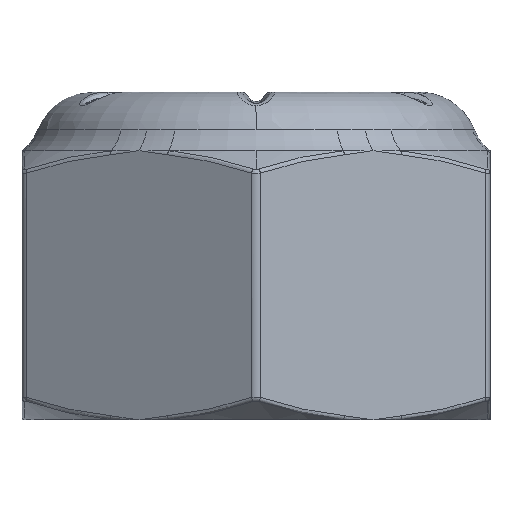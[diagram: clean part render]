
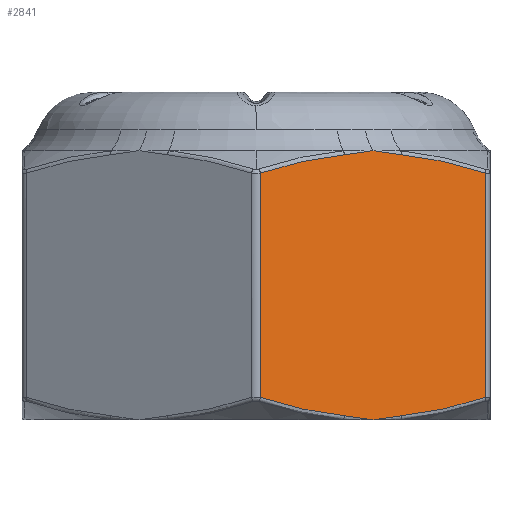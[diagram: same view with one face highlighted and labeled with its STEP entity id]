
A CAD part, front view. The second image highlights one B-rep face of the part: STEP entity #2841.
In plain terms, the highlighted face is planar.
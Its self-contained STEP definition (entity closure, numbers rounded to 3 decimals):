
#260=B_SPLINE_CURVE_WITH_KNOTS('',3,(#5655,#5656,#5657,#5658),
 .UNSPECIFIED.,.F.,.F.,(4,4),(0.,0.001),
 .UNSPECIFIED.);
#261=B_SPLINE_CURVE_WITH_KNOTS('',3,(#5660,#5661,#5662,#5663,#5664,#5665,
#5666,#5667,#5668,#5669),.UNSPECIFIED.,.F.,.F.,(4,3,3,4),(0.,0.,
0.,0.),.UNSPECIFIED.);
#262=B_SPLINE_CURVE_WITH_KNOTS('',3,(#5671,#5672,#5673,#5674,#5675,#5676,
#5677,#5678,#5679,#5680),.UNSPECIFIED.,.F.,.F.,(4,3,3,4),(0.,
0.,0.,0.),.UNSPECIFIED.);
#263=B_SPLINE_CURVE_WITH_KNOTS('',3,(#5682,#5683,#5684,#5685),
 .UNSPECIFIED.,.F.,.F.,(4,4),(0.,0.001),.UNSPECIFIED.);
#264=B_SPLINE_CURVE_WITH_KNOTS('',3,(#5689,#5690,#5691,#5692),
 .UNSPECIFIED.,.F.,.F.,(4,4),(0.,0.001),.UNSPECIFIED.);
#265=B_SPLINE_CURVE_WITH_KNOTS('',3,(#5694,#5695,#5696,#5697,#5698,#5699,
#5700,#5701,#5702,#5703),.UNSPECIFIED.,.F.,.F.,(4,3,3,4),(0.,0.,
0.,0.),.UNSPECIFIED.);
#266=B_SPLINE_CURVE_WITH_KNOTS('',3,(#5705,#5706,#5707,#5708,#5709,#5710,
#5711,#5712,#5713,#5714),.UNSPECIFIED.,.F.,.F.,(4,3,3,4),(0.,
0.,0.,0.),.UNSPECIFIED.);
#267=B_SPLINE_CURVE_WITH_KNOTS('',3,(#5715,#5716,#5717,#5718),
 .UNSPECIFIED.,.F.,.F.,(4,4),(0.,0.001),.UNSPECIFIED.);
#448=LINE('',#5653,#483);
#449=LINE('',#5687,#484);
#483=VECTOR('',#3550,1000.);
#484=VECTOR('',#3551,1000.);
#560=FACE_OUTER_BOUND('',#763,.T.);
#763=EDGE_LOOP('',(#2134,#2135,#2136,#2137,#2138,#2139,#2140,#2141,#2142,
#2143));
#1271=VERTEX_POINT('',#5651);
#1272=VERTEX_POINT('',#5652);
#1273=VERTEX_POINT('',#5654);
#1274=VERTEX_POINT('',#5659);
#1275=VERTEX_POINT('',#5670);
#1276=VERTEX_POINT('',#5681);
#1277=VERTEX_POINT('',#5686);
#1278=VERTEX_POINT('',#5688);
#1279=VERTEX_POINT('',#5693);
#1280=VERTEX_POINT('',#5704);
#1584=EDGE_CURVE('',#1271,#1272,#448,.T.);
#1585=EDGE_CURVE('',#1272,#1273,#260,.T.);
#1586=EDGE_CURVE('',#1273,#1274,#261,.T.);
#1587=EDGE_CURVE('',#1274,#1275,#262,.T.);
#1588=EDGE_CURVE('',#1275,#1276,#263,.T.);
#1589=EDGE_CURVE('',#1276,#1277,#449,.T.);
#1590=EDGE_CURVE('',#1277,#1278,#264,.T.);
#1591=EDGE_CURVE('',#1278,#1279,#265,.T.);
#1592=EDGE_CURVE('',#1279,#1280,#266,.T.);
#1593=EDGE_CURVE('',#1280,#1271,#267,.T.);
#2134=ORIENTED_EDGE('',*,*,#1584,.T.);
#2135=ORIENTED_EDGE('',*,*,#1585,.T.);
#2136=ORIENTED_EDGE('',*,*,#1586,.T.);
#2137=ORIENTED_EDGE('',*,*,#1587,.T.);
#2138=ORIENTED_EDGE('',*,*,#1588,.T.);
#2139=ORIENTED_EDGE('',*,*,#1589,.T.);
#2140=ORIENTED_EDGE('',*,*,#1590,.T.);
#2141=ORIENTED_EDGE('',*,*,#1591,.T.);
#2142=ORIENTED_EDGE('',*,*,#1592,.T.);
#2143=ORIENTED_EDGE('',*,*,#1593,.T.);
#2786=PLANE('',#3124);
#2841=ADVANCED_FACE('',(#560),#2786,.F.);
#3124=AXIS2_PLACEMENT_3D('',#5650,#3548,#3549);
#3548=DIRECTION('center_axis',(-0.5,0.,-0.866));
#3549=DIRECTION('ref_axis',(-0.866,0.,0.5));
#3550=DIRECTION('',(0.,-1.,0.));
#3551=DIRECTION('',(0.,1.,0.));
#5650=CARTESIAN_POINT('Origin',(2.,1.4,1.155));
#5651=CARTESIAN_POINT('',(0.04,0.708,2.286));
#5652=CARTESIAN_POINT('',(0.04,-1.208,2.286));
#5653=CARTESIAN_POINT('',(0.04,1.4,2.286));
#5654=CARTESIAN_POINT('',(0.757,-1.365,1.872));
#5655=CARTESIAN_POINT('Ctrl Pts',(0.04,-1.208,
2.286));
#5656=CARTESIAN_POINT('Ctrl Pts',(0.275,-1.286,2.151));
#5657=CARTESIAN_POINT('Ctrl Pts',(0.513,-1.342,2.013));
#5658=CARTESIAN_POINT('Ctrl Pts',(0.757,-1.365,1.872));
#5659=CARTESIAN_POINT('',(1.,-1.4,1.732));
#5660=CARTESIAN_POINT('Ctrl Pts',(0.757,-1.365,1.872));
#5661=CARTESIAN_POINT('Ctrl Pts',(0.78,-1.368,1.859));
#5662=CARTESIAN_POINT('Ctrl Pts',(0.803,-1.37,1.846));
#5663=CARTESIAN_POINT('Ctrl Pts',(0.826,-1.373,1.833));
#5664=CARTESIAN_POINT('Ctrl Pts',(0.882,-1.38,1.8));
#5665=CARTESIAN_POINT('Ctrl Pts',(0.937,-1.39,1.768));
#5666=CARTESIAN_POINT('Ctrl Pts',(0.992,-1.399,1.736));
#5667=CARTESIAN_POINT('Ctrl Pts',(0.995,-1.399,1.735));
#5668=CARTESIAN_POINT('Ctrl Pts',(0.997,-1.4,1.734));
#5669=CARTESIAN_POINT('Ctrl Pts',(1.,-1.4,1.732));
#5670=CARTESIAN_POINT('',(1.243,-1.365,1.592));
#5671=CARTESIAN_POINT('Ctrl Pts',(1.,-1.4,1.732));
#5672=CARTESIAN_POINT('Ctrl Pts',(1.003,-1.4,1.731));
#5673=CARTESIAN_POINT('Ctrl Pts',(1.005,-1.399,1.729));
#5674=CARTESIAN_POINT('Ctrl Pts',(1.008,-1.399,1.728));
#5675=CARTESIAN_POINT('Ctrl Pts',(1.063,-1.39,1.696));
#5676=CARTESIAN_POINT('Ctrl Pts',(1.118,-1.38,1.664));
#5677=CARTESIAN_POINT('Ctrl Pts',(1.174,-1.373,1.632));
#5678=CARTESIAN_POINT('Ctrl Pts',(1.197,-1.37,1.618));
#5679=CARTESIAN_POINT('Ctrl Pts',(1.22,-1.368,1.605));
#5680=CARTESIAN_POINT('Ctrl Pts',(1.243,-1.365,1.592));
#5681=CARTESIAN_POINT('',(1.96,-1.208,1.178));
#5682=CARTESIAN_POINT('Ctrl Pts',(1.243,-1.365,1.592));
#5683=CARTESIAN_POINT('Ctrl Pts',(1.487,-1.342,1.451));
#5684=CARTESIAN_POINT('Ctrl Pts',(1.725,-1.286,1.313));
#5685=CARTESIAN_POINT('Ctrl Pts',(1.96,-1.208,1.178));
#5686=CARTESIAN_POINT('',(1.96,0.708,1.178));
#5687=CARTESIAN_POINT('',(1.96,1.4,1.178));
#5688=CARTESIAN_POINT('',(1.243,0.865,1.592));
#5689=CARTESIAN_POINT('Ctrl Pts',(1.96,0.708,1.178));
#5690=CARTESIAN_POINT('Ctrl Pts',(1.725,0.786,1.313));
#5691=CARTESIAN_POINT('Ctrl Pts',(1.487,0.842,1.451));
#5692=CARTESIAN_POINT('Ctrl Pts',(1.243,0.865,1.592));
#5693=CARTESIAN_POINT('',(1.,0.9,1.732));
#5694=CARTESIAN_POINT('Ctrl Pts',(1.243,0.865,1.592));
#5695=CARTESIAN_POINT('Ctrl Pts',(1.22,0.868,1.605));
#5696=CARTESIAN_POINT('Ctrl Pts',(1.197,0.87,1.618));
#5697=CARTESIAN_POINT('Ctrl Pts',(1.174,0.873,1.632));
#5698=CARTESIAN_POINT('Ctrl Pts',(1.118,0.88,1.664));
#5699=CARTESIAN_POINT('Ctrl Pts',(1.063,0.89,1.696));
#5700=CARTESIAN_POINT('Ctrl Pts',(1.008,0.899,1.728));
#5701=CARTESIAN_POINT('Ctrl Pts',(1.005,0.899,1.729));
#5702=CARTESIAN_POINT('Ctrl Pts',(1.003,0.9,1.731));
#5703=CARTESIAN_POINT('Ctrl Pts',(1.,0.9,1.732));
#5704=CARTESIAN_POINT('',(0.757,0.865,1.872));
#5705=CARTESIAN_POINT('Ctrl Pts',(1.,0.9,1.732));
#5706=CARTESIAN_POINT('Ctrl Pts',(0.997,0.9,1.734));
#5707=CARTESIAN_POINT('Ctrl Pts',(0.995,0.899,1.735));
#5708=CARTESIAN_POINT('Ctrl Pts',(0.992,0.899,1.736));
#5709=CARTESIAN_POINT('Ctrl Pts',(0.937,0.89,1.768));
#5710=CARTESIAN_POINT('Ctrl Pts',(0.882,0.88,1.8));
#5711=CARTESIAN_POINT('Ctrl Pts',(0.826,0.873,1.833));
#5712=CARTESIAN_POINT('Ctrl Pts',(0.803,0.87,1.846));
#5713=CARTESIAN_POINT('Ctrl Pts',(0.78,0.868,1.859));
#5714=CARTESIAN_POINT('Ctrl Pts',(0.757,0.865,1.872));
#5715=CARTESIAN_POINT('Ctrl Pts',(0.757,0.865,1.872));
#5716=CARTESIAN_POINT('Ctrl Pts',(0.513,0.842,2.013));
#5717=CARTESIAN_POINT('Ctrl Pts',(0.275,0.786,2.151));
#5718=CARTESIAN_POINT('Ctrl Pts',(0.04,0.708,
2.286));
